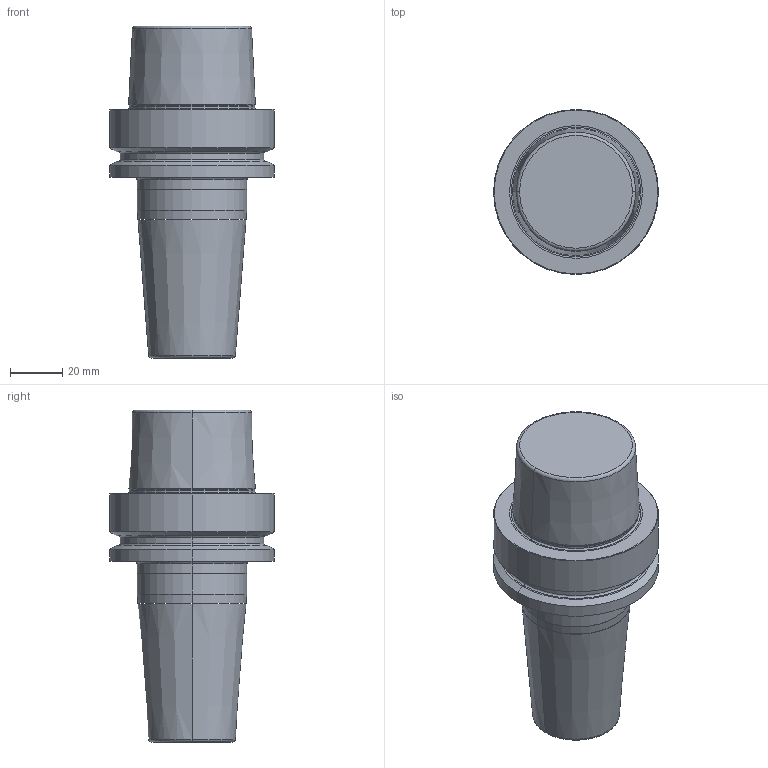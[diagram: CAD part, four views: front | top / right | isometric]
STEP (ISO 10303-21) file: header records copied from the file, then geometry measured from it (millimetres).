
FILE_DESCRIPTION((''),'2;1');
FILE_NAME('10083241','2019-10-16T10:25:35',('bahnemannr'),(''),'CREO PARAMETRIC BY PTC INC, 2018300','CREO PARAMETRIC BY PTC INC, 2018300','');
FILE_SCHEMA(('AP242_MANAGED_MODEL_BASED_3D_ENGINEERING_MIM_LF { 1 0 10303 442 1 1 4 }'));
Length unit declared in the file: millimetre
Products named in the file (1): 10083241
Bounding box: 63 x 63 x 126.9 mm (x, y, z)
Volume: 200206.7 mm3; surface area: 29700.3 mm2
Topology: 2 solids, 2 shells, 57 faces, 110 edges, 64 vertices
Faces by surface type: cone 16, torus 16, cylinder 14, plane 11
Entity records: 2097 total; most frequent: DIRECTION 314, CARTESIAN_POINT 238, ORIENTED_EDGE 220, AXIS2_PLACEMENT_3D 142, PRESENTATION_STYLE_ASSIGNMENT 115, STYLED_ITEM 115, CURVE_STYLE 113, EDGE_CURVE 110
